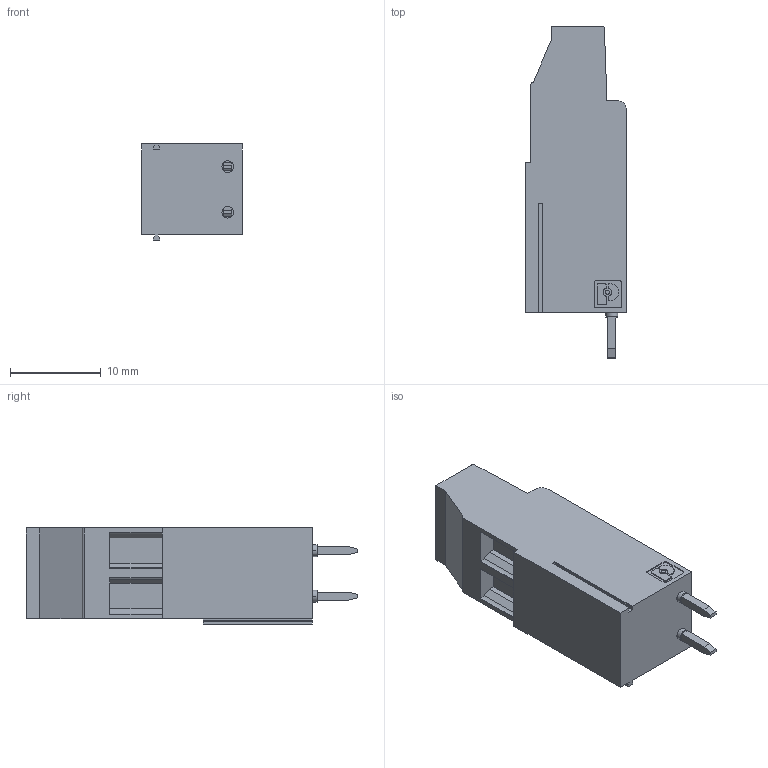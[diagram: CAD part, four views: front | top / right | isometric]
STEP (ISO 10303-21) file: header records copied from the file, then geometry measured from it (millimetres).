
FILE_DESCRIPTION(('STEP AP214'),'1');
FILE_NAME('1721045.stp','2015-09-14T18:08:57',('TraceParts'),('TraceParts S.A.'),'Spatial InterOp 3D',' ',' ');
FILE_SCHEMA(('automotive_design'));
Length unit declared in the file: millimetre
Products named in the file (1): mkkdsh_3-2|1#mkkdsh_3-2;mkkdsh_3-2
Bounding box: 11.1 x 36.5 x 10.57 mm (x, y, z)
Volume: 2995.1 mm3; surface area: 1716.1 mm2
Topology: 1 solids, 1 shells, 139 faces, 367 edges, 242 vertices
Faces by surface type: plane 96, cylinder 43
Entity records: 5473 total; most frequent: CARTESIAN_POINT 797, DIRECTION 741, ORIENTED_EDGE 734, EDGE_CURVE 367, LINE 269, VECTOR 269, VERTEX_POINT 242, AXIS2_PLACEMENT_3D 236
